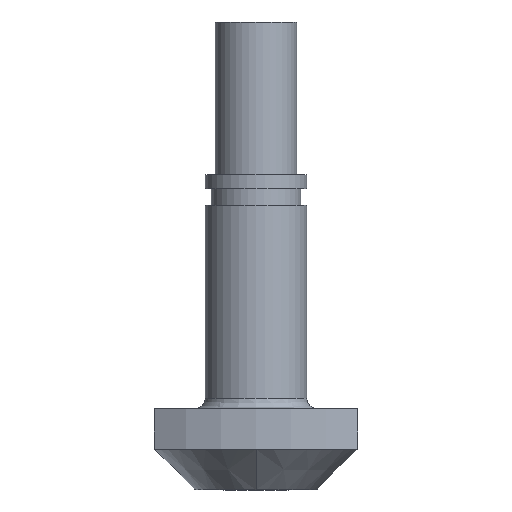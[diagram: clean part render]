
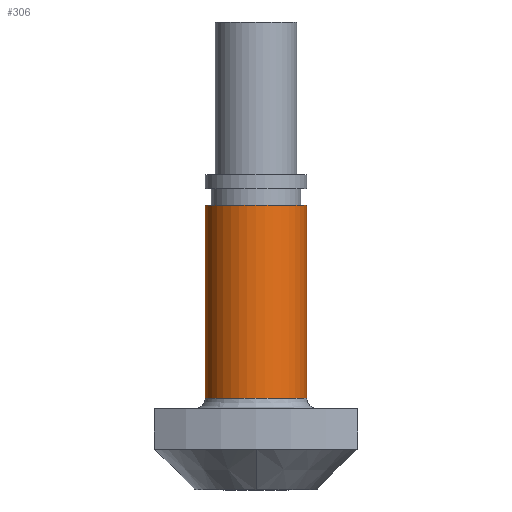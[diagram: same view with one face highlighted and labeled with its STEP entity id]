
A CAD part, front view. The second image highlights one B-rep face of the part: STEP entity #306.
In plain terms, the highlighted cylindrical face has radius 2.5 mm (diameter 5 mm), a partial arc.
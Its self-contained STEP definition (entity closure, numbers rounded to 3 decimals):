
#23 = LINE ( 'NONE', #212, #1112 ) ;
#75 = ORIENTED_EDGE ( 'NONE', *, *, #758, .F. ) ;
#81 = CIRCLE ( 'NONE', #116, 2.5 ) ;
#96 = CIRCLE ( 'NONE', #935, 2.5 ) ;
#104 = ORIENTED_EDGE ( 'NONE', *, *, #982, .T. ) ;
#111 = CARTESIAN_POINT ( 'NONE',  ( 2.5, 0., 9.75 ) ) ;
#116 = AXIS2_PLACEMENT_3D ( 'NONE', #622, #1095, #536 ) ;
#212 = CARTESIAN_POINT ( 'NONE',  ( -2.5, 0., 9.75 ) ) ;
#224 = EDGE_CURVE ( 'NONE', #666, #882, #1038, .T. ) ;
#306 = ADVANCED_FACE ( 'NONE', ( #323 ), #1096, .T. ) ;
#323 = FACE_OUTER_BOUND ( 'NONE', #929, .T. ) ;
#351 = AXIS2_PLACEMENT_3D ( 'NONE', #413, #1185, #964 ) ;
#354 = DIRECTION ( 'NONE',  ( 0., 0., -1. ) ) ;
#413 = CARTESIAN_POINT ( 'NONE',  ( 0., 0., 9.75 ) ) ;
#485 = ORIENTED_EDGE ( 'NONE', *, *, #224, .T. ) ;
#498 = DIRECTION ( 'NONE',  ( 0., 0., 1. ) ) ;
#522 = CARTESIAN_POINT ( 'NONE',  ( 2.5, 0., 14. ) ) ;
#536 = DIRECTION ( 'NONE',  ( -1., 0., 0. ) ) ;
#617 = CARTESIAN_POINT ( 'NONE',  ( -2.5, 0., 4.5 ) ) ;
#622 = CARTESIAN_POINT ( 'NONE',  ( 0., 0., 4.5 ) ) ;
#666 = VERTEX_POINT ( 'NONE', #687 ) ;
#687 = CARTESIAN_POINT ( 'NONE',  ( 2.5, 0., 4.5 ) ) ;
#734 = VERTEX_POINT ( 'NONE', #1039 ) ;
#742 = CARTESIAN_POINT ( 'NONE',  ( 0., 0., 14. ) ) ;
#758 = EDGE_CURVE ( 'NONE', #792, #734, #23, .T. ) ;
#792 = VERTEX_POINT ( 'NONE', #617 ) ;
#837 = EDGE_CURVE ( 'NONE', #792, #666, #81, .T. ) ;
#882 = VERTEX_POINT ( 'NONE', #522 ) ;
#929 = EDGE_LOOP ( 'NONE', ( #75, #1044, #485, #104 ) ) ;
#935 = AXIS2_PLACEMENT_3D ( 'NONE', #742, #354, #1113 ) ;
#964 = DIRECTION ( 'NONE',  ( 1., 0., 0. ) ) ;
#982 = EDGE_CURVE ( 'NONE', #882, #734, #96, .T. ) ;
#1038 = LINE ( 'NONE', #111, #1190 ) ;
#1039 = CARTESIAN_POINT ( 'NONE',  ( -2.5, 0., 14. ) ) ;
#1044 = ORIENTED_EDGE ( 'NONE', *, *, #837, .T. ) ;
#1095 = DIRECTION ( 'NONE',  ( 0., 0., 1. ) ) ;
#1096 = CYLINDRICAL_SURFACE ( 'NONE', #351, 2.5 ) ;
#1112 = VECTOR ( 'NONE', #498, 1000. ) ;
#1113 = DIRECTION ( 'NONE',  ( 1., 0., 0. ) ) ;
#1149 = DIRECTION ( 'NONE',  ( 0., 0., 1. ) ) ;
#1185 = DIRECTION ( 'NONE',  ( 0., 0., 1. ) ) ;
#1190 = VECTOR ( 'NONE', #1149, 1000. ) ;
